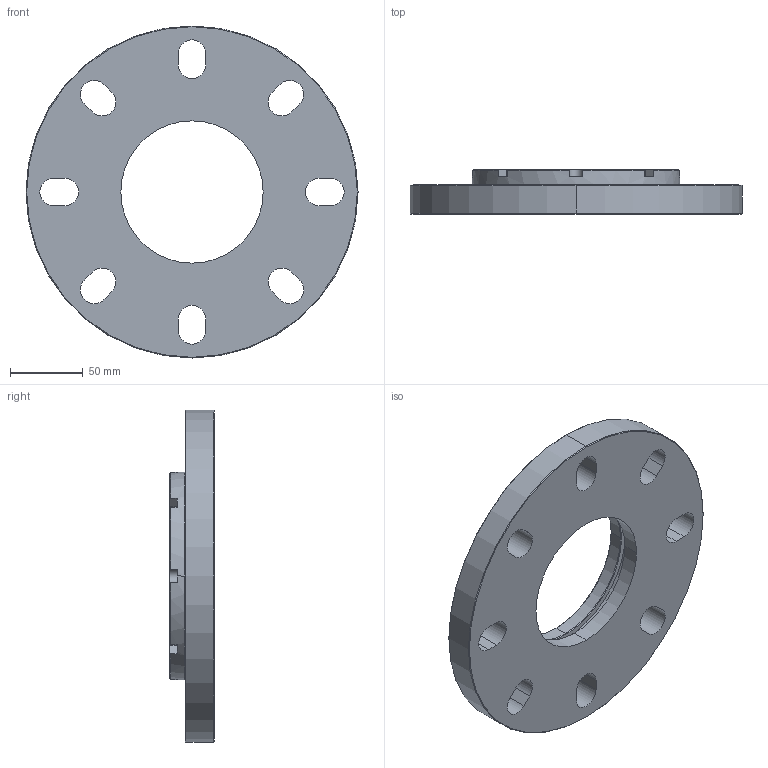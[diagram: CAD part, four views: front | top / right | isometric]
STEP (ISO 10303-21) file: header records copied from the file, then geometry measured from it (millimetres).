
FILE_DESCRIPTION (( 'STEP AP214' ), '1' );
FILE_NAME ('71162778.STEP', '2025-08-19T01:00:53', ( '' ), ( '' ), 'SwSTEP 2.0', 'SolidWorks 2024', '' );
FILE_SCHEMA (( 'AUTOMOTIVE_DESIGN' ));
Length unit declared in the file: millimetre
Products named in the file (1): 71162778
Bounding box: 228.6 x 30.5 x 228.6 mm (x, y, z)
Volume: 642548.1 mm3; surface area: 120992.6 mm2
Topology: 3 solids, 3 shells, 238 faces, 621 edges, 384 vertices
Faces by surface type: cylinder 129, plane 57, cone 44, bspline 8
Entity records: 7910 total; most frequent: CARTESIAN_POINT 1896, DIRECTION 1335, ORIENTED_EDGE 1194, EDGE_CURVE 597, AXIS2_PLACEMENT_3D 535, VERTEX_POINT 384, CIRCLE 304, EDGE_LOOP 295
